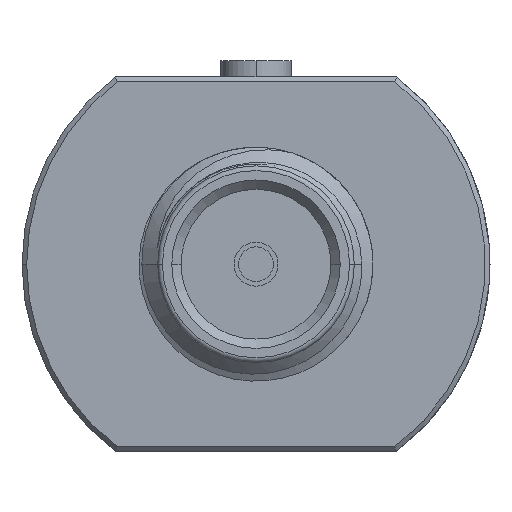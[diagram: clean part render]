
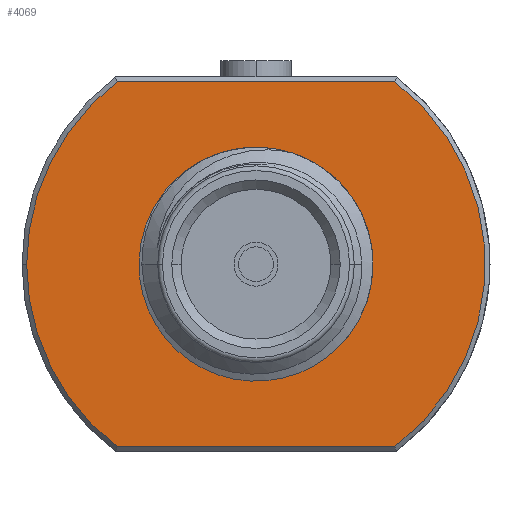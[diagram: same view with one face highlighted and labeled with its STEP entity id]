
A CAD part, left-side view. The second image highlights one B-rep face of the part: STEP entity #4069.
In plain terms, the highlighted planar face has unit normal (-1, 0, 0).
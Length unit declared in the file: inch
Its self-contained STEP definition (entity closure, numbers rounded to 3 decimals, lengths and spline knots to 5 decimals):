
#7 = LINE ( 'NONE', #2158, #967 ) ;
#66 = CIRCLE ( 'NONE', #1148, 0.245 ) ;
#91 = CARTESIAN_POINT ( 'NONE',  ( 0.25, 0., 0. ) ) ;
#93 = ORIENTED_EDGE ( 'NONE', *, *, #2968, .T. ) ;
#217 = CARTESIAN_POINT ( 'NONE',  ( 0.25, 0.11, 0. ) ) ;
#296 = DIRECTION ( 'NONE',  ( -1., 0., 0. ) ) ;
#332 = EDGE_LOOP ( 'NONE', ( #2110, #2714, #673, #3375, #724 ) ) ;
#376 = EDGE_CURVE ( 'NONE', #4177, #4655, #2700, .T. ) ;
#378 = VERTEX_POINT ( 'NONE', #3855 ) ;
#454 = AXIS2_PLACEMENT_3D ( 'NONE', #4653, #2381, #3533 ) ;
#465 = CARTESIAN_POINT ( 'NONE',  ( 0.25, 0.105, 0. ) ) ;
#485 = CIRCLE ( 'NONE', #454, 0.11 ) ;
#512 = DIRECTION ( 'NONE',  ( -1., 0., 0. ) ) ;
#513 = EDGE_CURVE ( 'NONE', #4655, #4618, #66, .T. ) ;
#666 = VERTEX_POINT ( 'NONE', #217 ) ;
#673 = ORIENTED_EDGE ( 'NONE', *, *, #376, .T. ) ;
#707 = EDGE_CURVE ( 'NONE', #1257, #4177, #2275, .T. ) ;
#724 = ORIENTED_EDGE ( 'NONE', *, *, #1371, .T. ) ;
#810 = EDGE_CURVE ( 'NONE', #2789, #1257, #958, .T. ) ;
#880 = EDGE_LOOP ( 'NONE', ( #3727, #93 ) ) ;
#925 = DIRECTION ( 'NONE',  ( 0., -1., 0. ) ) ;
#958 = CIRCLE ( 'NONE', #4885, 0.245 ) ;
#967 = VECTOR ( 'NONE', #2541, 39.37008 ) ;
#1148 = AXIS2_PLACEMENT_3D ( 'NONE', #91, #512, #925 ) ;
#1257 = VERTEX_POINT ( 'NONE', #4669 ) ;
#1273 = EDGE_CURVE ( 'NONE', #378, #666, #485, .T. ) ;
#1371 = EDGE_CURVE ( 'NONE', #4618, #2789, #7, .T. ) ;
#1545 = CARTESIAN_POINT ( 'NONE',  ( 0.25, 0., 0. ) ) ;
#1555 = PLANE ( 'NONE',  #2297 ) ;
#1715 = AXIS2_PLACEMENT_3D ( 'NONE', #1545, #1937, #1951 ) ;
#1764 = FACE_OUTER_BOUND ( 'NONE', #332, .T. ) ;
#1930 = CARTESIAN_POINT ( 'NONE',  ( 0.25, 0., 0. ) ) ;
#1937 = DIRECTION ( 'NONE',  ( -1., 0., 0. ) ) ;
#1951 = DIRECTION ( 'NONE',  ( 0., -1., 0. ) ) ;
#1961 = DIRECTION ( 'NONE',  ( 1., 0., 0. ) ) ;
#2101 = CARTESIAN_POINT ( 'NONE',  ( 0.25, 0.14832, -0.195 ) ) ;
#2110 = ORIENTED_EDGE ( 'NONE', *, *, #810, .T. ) ;
#2129 = FACE_BOUND ( 'NONE', #880, .T. ) ;
#2133 = CARTESIAN_POINT ( 'NONE',  ( 0.25, 0.245, 0. ) ) ;
#2158 = CARTESIAN_POINT ( 'NONE',  ( 0.25, 0.105, -0.195 ) ) ;
#2166 = CARTESIAN_POINT ( 'NONE',  ( 0.25, 0.105, 0.195 ) ) ;
#2185 = DIRECTION ( 'NONE',  ( 0., 1., 0. ) ) ;
#2220 = DIRECTION ( 'NONE',  ( 0., -1., 0. ) ) ;
#2275 = LINE ( 'NONE', #2166, #4583 ) ;
#2297 = AXIS2_PLACEMENT_3D ( 'NONE', #465, #3895, #3874 ) ;
#2324 = AXIS2_PLACEMENT_3D ( 'NONE', #1930, #1961, #3419 ) ;
#2328 = CARTESIAN_POINT ( 'NONE',  ( 0.25, 0.14832, 0.195 ) ) ;
#2381 = DIRECTION ( 'NONE',  ( 1., 0., 0. ) ) ;
#2541 = DIRECTION ( 'NONE',  ( 0., -1., 0. ) ) ;
#2700 = CIRCLE ( 'NONE', #1715, 0.245 ) ;
#2714 = ORIENTED_EDGE ( 'NONE', *, *, #707, .T. ) ;
#2789 = VERTEX_POINT ( 'NONE', #4064 ) ;
#2968 = EDGE_CURVE ( 'NONE', #666, #378, #4103, .T. ) ;
#3375 = ORIENTED_EDGE ( 'NONE', *, *, #513, .T. ) ;
#3419 = DIRECTION ( 'NONE',  ( 0., -1., 0. ) ) ;
#3533 = DIRECTION ( 'NONE',  ( 0., -1., 0. ) ) ;
#3727 = ORIENTED_EDGE ( 'NONE', *, *, #1273, .T. ) ;
#3855 = CARTESIAN_POINT ( 'NONE',  ( 0.25, -0.11, 0. ) ) ;
#3874 = DIRECTION ( 'NONE',  ( 0., -1., 0. ) ) ;
#3895 = DIRECTION ( 'NONE',  ( -1., 0., 0. ) ) ;
#4064 = CARTESIAN_POINT ( 'NONE',  ( 0.25, -0.14832, -0.195 ) ) ;
#4069 = ADVANCED_FACE ( 'NONE', ( #2129, #1764 ), #1555, .T. ) ;
#4103 = CIRCLE ( 'NONE', #2324, 0.11 ) ;
#4177 = VERTEX_POINT ( 'NONE', #2328 ) ;
#4583 = VECTOR ( 'NONE', #2185, 39.37008 ) ;
#4618 = VERTEX_POINT ( 'NONE', #2101 ) ;
#4653 = CARTESIAN_POINT ( 'NONE',  ( 0.25, 0., 0. ) ) ;
#4655 = VERTEX_POINT ( 'NONE', #2133 ) ;
#4669 = CARTESIAN_POINT ( 'NONE',  ( 0.25, -0.14832, 0.195 ) ) ;
#4849 = CARTESIAN_POINT ( 'NONE',  ( 0.25, 0., 0. ) ) ;
#4885 = AXIS2_PLACEMENT_3D ( 'NONE', #4849, #296, #2220 ) ;
